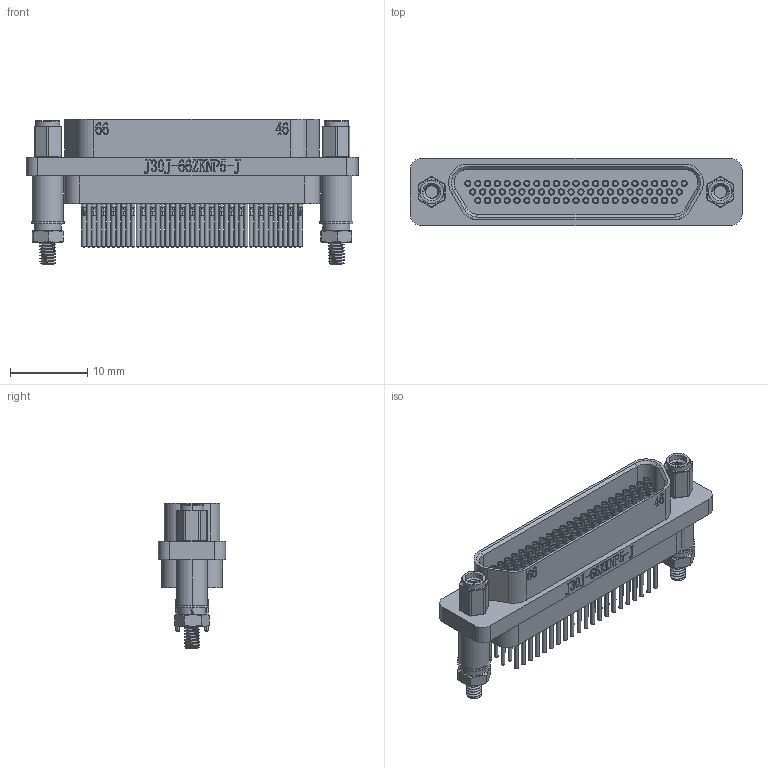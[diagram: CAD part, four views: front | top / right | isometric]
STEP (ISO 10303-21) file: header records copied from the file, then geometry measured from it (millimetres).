
FILE_DESCRIPTION (( 'STEP AP203' ), '1' );
FILE_NAME ('FMD003-F066SDNA-00.STEP', '2026-03-26T01:47:21', ( '' ), ( '' ), 'SwSTEP 2.0', 'SolidWorks 2021', '' );
FILE_SCHEMA (( 'CONFIG_CONTROL_DESIGN' ));
Products named in the file (1): FMD003-F066SDNA-00
Bounding box: 42.9 x 8.7 x 18.8 mm (x, y, z)
Volume: 2435.5 mm3; surface area: 4446 mm2
Topology: 1 solids, 1 shells, 2411 faces, 5917 edges, 3769 vertices
Faces by surface type: cylinder 838, plane 753, bspline 321, cone 295, torus 204
Entity records: 90829 total; most frequent: CARTESIAN_POINT 35533, ORIENTED_EDGE 11834, DIRECTION 11044, EDGE_CURVE 5917, AXIS2_PLACEMENT_3D 4096, VERTEX_POINT 3769, VECTOR 2852, LINE 2852
